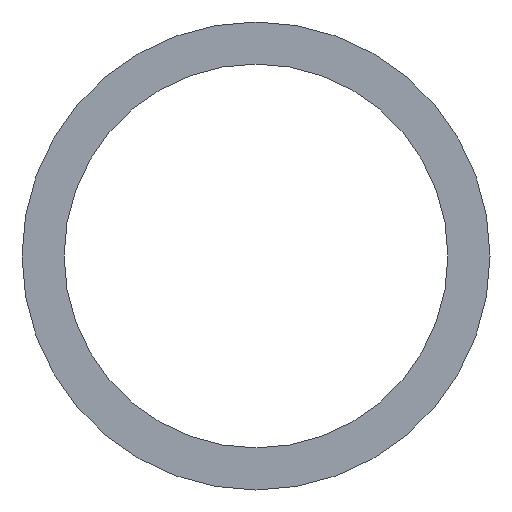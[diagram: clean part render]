
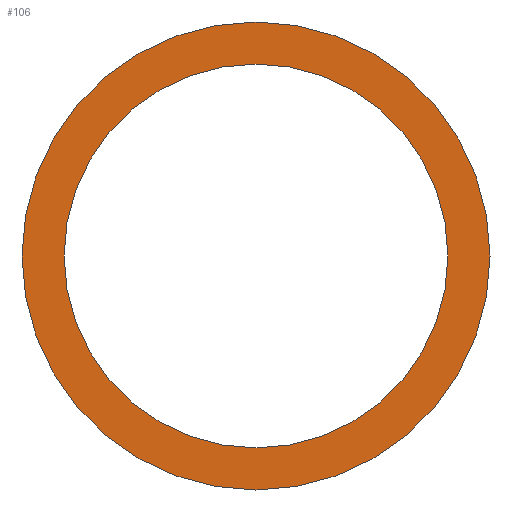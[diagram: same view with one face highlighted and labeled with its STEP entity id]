
A CAD part, left-side view. The second image highlights one B-rep face of the part: STEP entity #106.
In plain terms, the highlighted planar face has unit normal (-1, 0, 0).
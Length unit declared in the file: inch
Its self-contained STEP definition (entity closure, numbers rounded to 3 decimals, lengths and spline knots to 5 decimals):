
#14 = ORIENTED_EDGE ( 'NONE', *, *, #107, .T. ) ;
#15 = VERTEX_POINT ( 'NONE', #70 ) ;
#16 = ORIENTED_EDGE ( 'NONE', *, *, #54, .T. ) ;
#19 = ORIENTED_EDGE ( 'NONE', *, *, #61, .F. ) ;
#20 = DIRECTION ( 'NONE',  ( 0., 0., 1. ) ) ;
#21 = DIRECTION ( 'NONE',  ( -1., 0., 0. ) ) ;
#22 = CARTESIAN_POINT ( 'NONE',  ( 0., 0., 0. ) ) ;
#23 = AXIS2_PLACEMENT_3D ( 'NONE', #22, #21, #20 ) ;
#24 = CIRCLE ( 'NONE', #23, 0.365 ) ;
#34 = DIRECTION ( 'NONE',  ( 0., 0., 1. ) ) ;
#35 = DIRECTION ( 'NONE',  ( -1., 0., 0. ) ) ;
#36 = AXIS2_PLACEMENT_3D ( 'NONE', #37, #35, #34 ) ;
#37 = CARTESIAN_POINT ( 'NONE',  ( 0., 0., 0. ) ) ;
#38 = CIRCLE ( 'NONE', #36, 0.365 ) ;
#40 = DIRECTION ( 'NONE',  ( 0., 0., 1. ) ) ;
#41 = DIRECTION ( 'NONE',  ( -1., 0., 0. ) ) ;
#42 = CARTESIAN_POINT ( 'NONE',  ( 0., 0., 0. ) ) ;
#43 = AXIS2_PLACEMENT_3D ( 'NONE', #42, #41, #40 ) ;
#44 = CIRCLE ( 'NONE', #43, 0.445 ) ;
#48 = EDGE_LOOP ( 'NONE', ( #16, #14 ) ) ;
#52 = VERTEX_POINT ( 'NONE', #63 ) ;
#54 = EDGE_CURVE ( 'NONE', #15, #52, #44, .T. ) ;
#55 = ORIENTED_EDGE ( 'NONE', *, *, #56, .F. ) ;
#56 = EDGE_CURVE ( 'NONE', #78, #80, #38, .T. ) ;
#61 = EDGE_CURVE ( 'NONE', #80, #78, #24, .T. ) ;
#63 = CARTESIAN_POINT ( 'NONE',  ( 0., 0., -0.445 ) ) ;
#70 = CARTESIAN_POINT ( 'NONE',  ( 0., 0., 0.445 ) ) ;
#78 = VERTEX_POINT ( 'NONE', #105 ) ;
#80 = VERTEX_POINT ( 'NONE', #104 ) ;
#86 = DIRECTION ( 'NONE',  ( 0., 0., 1. ) ) ;
#87 = DIRECTION ( 'NONE',  ( -1., 0., 0. ) ) ;
#88 = CARTESIAN_POINT ( 'NONE',  ( 0., -0.365, 0. ) ) ;
#89 = AXIS2_PLACEMENT_3D ( 'NONE', #88, #87, #86 ) ;
#90 = PLANE ( 'NONE',  #89 ) ;
#91 = FACE_BOUND ( 'NONE', #108, .T. ) ;
#92 = FACE_OUTER_BOUND ( 'NONE', #48, .T. ) ;
#104 = CARTESIAN_POINT ( 'NONE',  ( 0., 0., -0.365 ) ) ;
#105 = CARTESIAN_POINT ( 'NONE',  ( 0., 0., 0.365 ) ) ;
#106 = ADVANCED_FACE ( 'NONE', ( #92, #91 ), #90, .T. ) ;
#107 = EDGE_CURVE ( 'NONE', #52, #15, #121, .T. ) ;
#108 = EDGE_LOOP ( 'NONE', ( #55, #19 ) ) ;
#117 = DIRECTION ( 'NONE',  ( 0., 0., 1. ) ) ;
#118 = DIRECTION ( 'NONE',  ( -1., 0., 0. ) ) ;
#119 = CARTESIAN_POINT ( 'NONE',  ( 0., 0., 0. ) ) ;
#120 = AXIS2_PLACEMENT_3D ( 'NONE', #119, #118, #117 ) ;
#121 = CIRCLE ( 'NONE', #120, 0.445 ) ;
